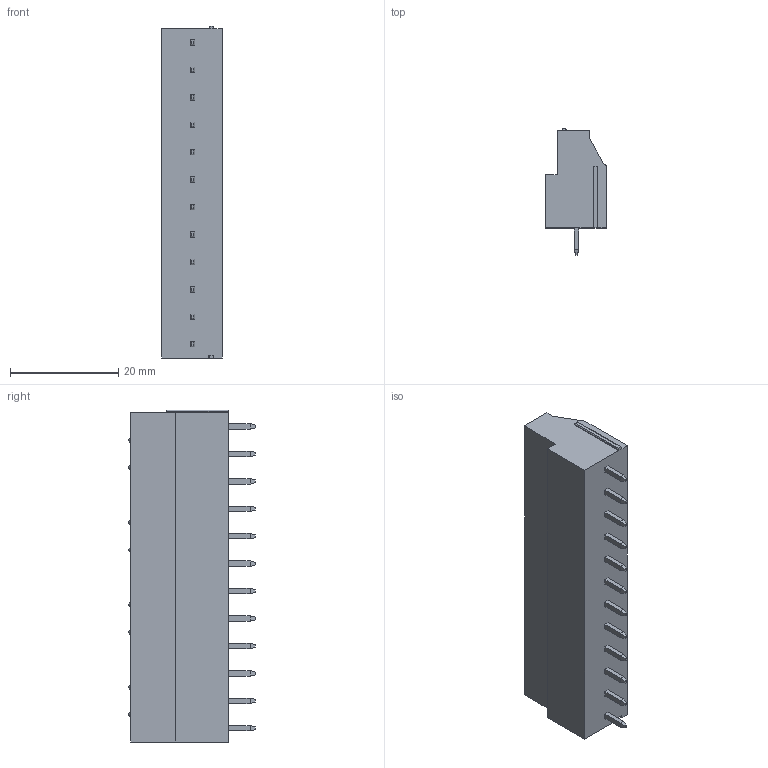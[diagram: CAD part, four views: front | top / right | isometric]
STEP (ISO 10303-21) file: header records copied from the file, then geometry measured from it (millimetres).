
FILE_DESCRIPTION((''),'2;1');
FILE_NAME('TL212V-XXP-XS','2024-10-21T',('sj'),(''),'PRO/ENGINEER BY PARAMETRIC TECHNOLOGY CORPORATION, 2013240','PRO/ENGINEER BY PARAMETRIC TECHNOLOGY CORPORATION, 2013240','');
FILE_SCHEMA(('AUTOMOTIVE_DESIGN_CC2 { 1 2 10303 214 -1 1 5 2 }'));
Length unit declared in the file: millimetre
Products named in the file (1): TL212V-XXP-XS
Bounding box: 11.2 x 23.4 x 61.46 mm (x, y, z)
Volume: 9972.4 mm3; surface area: 4608.6 mm2
Topology: 1 solids, 1 shells, 441 faces, 1073 edges, 662 vertices
Faces by surface type: plane 282, cylinder 79, cone 48, torus 24, sphere 8
Entity records: 12685 total; most frequent: CARTESIAN_POINT 2304, DIRECTION 2161, ORIENTED_EDGE 2114, EDGE_CURVE 1057, VECTOR 739, LINE 739, AXIS2_PLACEMENT_3D 711, VERTEX_POINT 662
